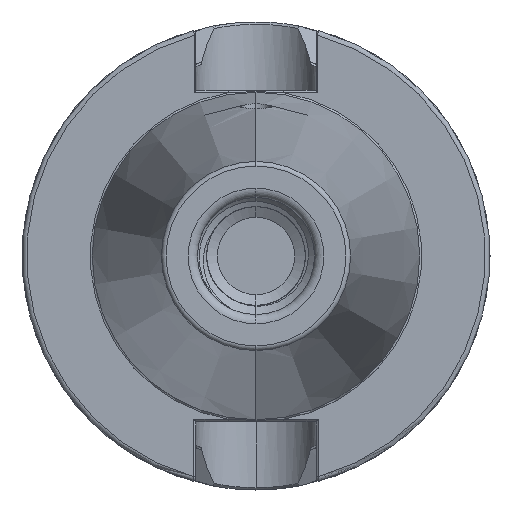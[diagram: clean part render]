
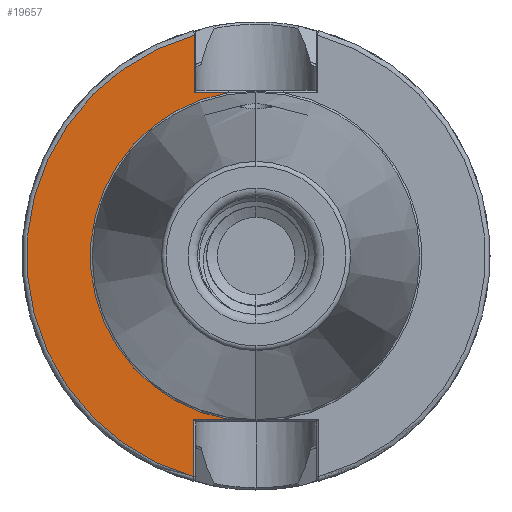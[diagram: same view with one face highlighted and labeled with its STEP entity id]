
A CAD part, left-side view. The second image highlights one B-rep face of the part: STEP entity #19657.
In plain terms, the highlighted planar face has unit normal (-1, 0, 0).
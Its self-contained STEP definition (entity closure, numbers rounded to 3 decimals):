
#2540 = DIRECTION ( 'NONE',  ( 0., 0., 1. ) ) ;
#2561 = DIRECTION ( 'NONE',  ( 0., 0., 1. ) ) ;
#2574 = CARTESIAN_POINT ( 'NONE',  ( 0., 13.279, 0. ) ) ;
#2575 = CARTESIAN_POINT ( 'NONE',  ( 0., 13.194, 47.285 ) ) ;
#2659 = DIRECTION ( 'NONE',  ( -1., 0., 0. ) ) ;
#2672 = DIRECTION ( 'NONE',  ( 0., 0., 1. ) ) ;
#2683 = CARTESIAN_POINT ( 'NONE',  ( 0., 0., 0. ) ) ;
#2764 = DIRECTION ( 'NONE',  ( -1., 0., 0. ) ) ;
#2783 = CARTESIAN_POINT ( 'NONE',  ( 0., 0., 0. ) ) ;
#2785 = DIRECTION ( 'NONE',  ( 0., 0., 1. ) ) ;
#2797 = CARTESIAN_POINT ( 'NONE',  ( 0., 12.85, 34.9 ) ) ;
#2805 = DIRECTION ( 'NONE',  ( 0., -1., 0. ) ) ;
#2815 = DIRECTION ( 'NONE',  ( 0., 1., 0. ) ) ;
#2844 = CARTESIAN_POINT ( 'NONE',  ( 0., 35.398, -34.9 ) ) ;
#13919 = AXIS2_PLACEMENT_3D ( 'NONE', #17210, #17190, #17192 ) ;
#14054 = AXIS2_PLACEMENT_3D ( 'NONE', #2783, #2764, #2785 ) ;
#14057 = AXIS2_PLACEMENT_3D ( 'NONE', #2683, #2659, #2672 ) ;
#15004 = LINE ( 'NONE', #2575, #15017 ) ;
#15017 = VECTOR ( 'NONE', #2540, 1000. ) ;
#15019 = VECTOR ( 'NONE', #2561, 1000. ) ;
#15035 = CIRCLE ( 'NONE', #14054, 49. ) ;
#15037 = CIRCLE ( 'NONE', #14057, 35.398 ) ;
#15057 = LINE ( 'NONE', #2574, #15019 ) ;
#15078 = VECTOR ( 'NONE', #2815, 1000. ) ;
#15097 = LINE ( 'NONE', #2797, #15078 ) ;
#15108 = LINE ( 'NONE', #2844, #15115 ) ;
#15115 = VECTOR ( 'NONE', #2805, 1000. ) ;
#17168 = PLANE ( 'NONE',  #13919 ) ;
#17190 = DIRECTION ( 'NONE',  ( 1., 0., 0. ) ) ;
#17192 = DIRECTION ( 'NONE',  ( 0., 0., -1. ) ) ;
#17210 = CARTESIAN_POINT ( 'NONE',  ( 0., 35.398, 0. ) ) ;
#19657 = ADVANCED_FACE ( 'NONE', ( #23586 ), #17168, .F. ) ;
#22035 = CARTESIAN_POINT ( 'NONE',  ( 0., 13.194, 34.9 ) ) ;
#22039 = CARTESIAN_POINT ( 'NONE',  ( 0., 5.916, 34.9 ) ) ;
#22112 = CARTESIAN_POINT ( 'NONE',  ( 0., 13.194, 47.19 ) ) ;
#22121 = CARTESIAN_POINT ( 'NONE',  ( 0., 13.279, -34.9 ) ) ;
#22125 = CARTESIAN_POINT ( 'NONE',  ( 0., 13.279, -47.166 ) ) ;
#22135 = CARTESIAN_POINT ( 'NONE',  ( 0., 5.916, -34.9 ) ) ;
#22281 = EDGE_CURVE ( 'NONE', #25577, #25616, #15004, .T. ) ;
#22286 = EDGE_CURVE ( 'NONE', #25599, #25603, #15057, .T. ) ;
#22312 = EDGE_CURVE ( 'NONE', #25583, #25620, #15037, .T. ) ;
#22353 = EDGE_CURVE ( 'NONE', #25616, #25599, #15035, .T. ) ;
#22373 = EDGE_CURVE ( 'NONE', #25603, #25620, #15108, .T. ) ;
#22376 = EDGE_CURVE ( 'NONE', #25583, #25577, #15097, .T. ) ;
#23586 = FACE_OUTER_BOUND ( 'NONE', #26242, .T. ) ;
#25577 = VERTEX_POINT ( 'NONE', #22035 ) ;
#25583 = VERTEX_POINT ( 'NONE', #22039 ) ;
#25599 = VERTEX_POINT ( 'NONE', #22125 ) ;
#25603 = VERTEX_POINT ( 'NONE', #22121 ) ;
#25616 = VERTEX_POINT ( 'NONE', #22112 ) ;
#25620 = VERTEX_POINT ( 'NONE', #22135 ) ;
#26242 = EDGE_LOOP ( 'NONE', ( #53774, #53917, #53878, #53802, #53882, #51813 ) ) ;
#51813 = ORIENTED_EDGE ( 'NONE', *, *, #22281, .T. ) ;
#53774 = ORIENTED_EDGE ( 'NONE', *, *, #22353, .T. ) ;
#53802 = ORIENTED_EDGE ( 'NONE', *, *, #22312, .F. ) ;
#53878 = ORIENTED_EDGE ( 'NONE', *, *, #22373, .T. ) ;
#53882 = ORIENTED_EDGE ( 'NONE', *, *, #22376, .T. ) ;
#53917 = ORIENTED_EDGE ( 'NONE', *, *, #22286, .T. ) ;
